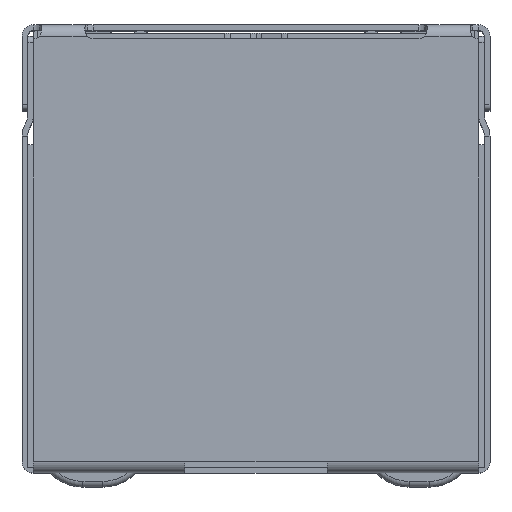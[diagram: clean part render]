
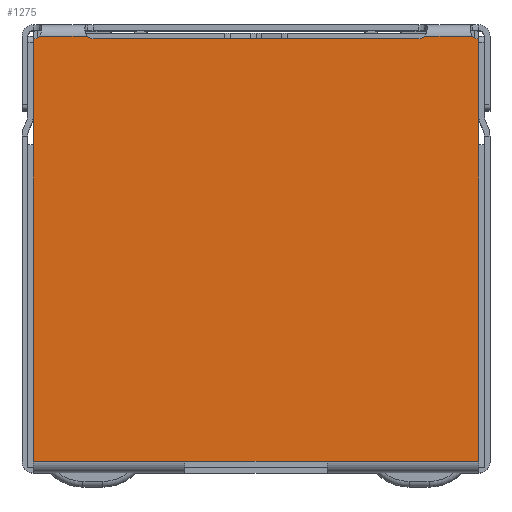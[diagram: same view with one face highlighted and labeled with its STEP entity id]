
A CAD part, top view. The second image highlights one B-rep face of the part: STEP entity #1275.
In plain terms, the highlighted face is planar.
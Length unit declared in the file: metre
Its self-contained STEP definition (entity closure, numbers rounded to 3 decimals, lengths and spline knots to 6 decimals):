
#1275=ADVANCED_FACE('231:177340',(#2506),#2507,.F.);
#2506=FACE_OUTER_BOUND('',#4624,.T.);
#2507=PLANE('',#4625);
#4624=EDGE_LOOP('',(#8418,#8419,#8420,#8421,#8422,#8423,#8424,#8425,#8426,#8427,#8428,#8429));
#4625=AXIS2_PLACEMENT_3D('',#8430,#8431,#8432);
#8418=ORIENTED_EDGE('',*,*,#12511,.T.);
#8419=ORIENTED_EDGE('',*,*,#12512,.F.);
#8420=ORIENTED_EDGE('',*,*,#12513,.T.);
#8421=ORIENTED_EDGE('',*,*,#12514,.T.);
#8422=ORIENTED_EDGE('',*,*,#12515,.T.);
#8423=ORIENTED_EDGE('',*,*,#12516,.T.);
#8424=ORIENTED_EDGE('',*,*,#12517,.F.);
#8425=ORIENTED_EDGE('',*,*,#12518,.F.);
#8426=ORIENTED_EDGE('',*,*,#12519,.F.);
#8427=ORIENTED_EDGE('',*,*,#12520,.T.);
#8428=ORIENTED_EDGE('',*,*,#12521,.F.);
#8429=ORIENTED_EDGE('',*,*,#12522,.F.);
#8430=CARTESIAN_POINT('',(0.00775,0.0078,-0.00665));
#8431=DIRECTION('',(0.,0.,1.0));
#8432=DIRECTION('',(0.0,-1.0,0.));
#12511=EDGE_CURVE('231:179919',#15615,#15616,#15617,.T.);
#12512=EDGE_CURVE('231:179466',#15618,#15616,#15619,.T.);
#12513=EDGE_CURVE('231:179463',#15618,#15620,#15621,.T.);
#12514=EDGE_CURVE('231:179457',#15620,#15622,#15623,.F.);
#12515=EDGE_CURVE('231:179448',#15622,#15624,#15625,.T.);
#12516=EDGE_CURVE('231:179442',#15624,#15626,#15627,.T.);
#12517=EDGE_CURVE('231:179439',#15628,#15626,#15629,.F.);
#12518=EDGE_CURVE('231:179427',#15630,#15628,#15631,.T.);
#12519=EDGE_CURVE('231:179421',#15632,#15630,#15633,.F.);
#12520=EDGE_CURVE('231:179415',#15632,#15634,#15635,.T.);
#12521=EDGE_CURVE('231:179916',#15636,#15634,#15637,.F.);
#12522=EDGE_CURVE('231:179922',#15615,#15636,#15638,.F.);
#15615=VERTEX_POINT('',#19756);
#15616=VERTEX_POINT('',#19757);
#15617=LINE('',#19758,#19759);
#15618=VERTEX_POINT('',#19760);
#15619=LINE('',#19761,#19762);
#15620=VERTEX_POINT('',#19763);
#15621=LINE('',#19764,#19765);
#15622=VERTEX_POINT('',#19766);
#15623=LINE('',#19767,#19768);
#15624=VERTEX_POINT('',#19769);
#15625=CIRCLE('',#19770,0.0003);
#15626=VERTEX_POINT('',#19771);
#15627=LINE('',#19772,#19773);
#15628=VERTEX_POINT('',#19774);
#15629=CIRCLE('',#19775,0.0003);
#15630=VERTEX_POINT('',#19776);
#15631=LINE('',#19777,#19778);
#15632=VERTEX_POINT('',#19779);
#15633=CIRCLE('',#19780,0.0003);
#15634=VERTEX_POINT('',#19781);
#15635=LINE('',#19782,#19783);
#15636=VERTEX_POINT('',#19784);
#15637=CIRCLE('',#19785,0.0003);
#15638=LINE('',#19786,#19787);
#19756=CARTESIAN_POINT('',(0.00755,0.0078,-0.00665));
#19757=CARTESIAN_POINT('',(0.00755,0.0025,-0.00665));
#19758=CARTESIAN_POINT('',(0.00755,0.0078,-0.00665));
#19759=VECTOR('',#22964,1.0);
#19760=CARTESIAN_POINT('',(0.00755,-0.0025,-0.00665));
#19761=CARTESIAN_POINT('',(0.00755,-0.0025,-0.00665));
#19762=VECTOR('',#22965,1.0);
#19763=CARTESIAN_POINT('',(0.00755,-0.0078,-0.00665));
#19764=CARTESIAN_POINT('',(0.00755,0.0078,-0.00665));
#19765=VECTOR('',#22966,1.0);
#19766=CARTESIAN_POINT('',(-0.007259,-0.0078,-0.00665));
#19767=CARTESIAN_POINT('',(0.00775,-0.0078,-0.00665));
#19768=VECTOR('',#22967,1.0);
#19769=CARTESIAN_POINT('',(-0.00735,-0.007585,-0.00665));
#19770=AXIS2_PLACEMENT_3D('',#22968,#22969,#22970);
#19771=CARTESIAN_POINT('',(-0.00735,-0.005915,-0.00665));
#19772=CARTESIAN_POINT('',(-0.00735,-0.0078,-0.00665));
#19773=VECTOR('',#22971,1.0);
#19774=CARTESIAN_POINT('',(-0.007259,-0.0057,-0.00665));
#19775=AXIS2_PLACEMENT_3D('',#22972,#22973,#22974);
#19776=CARTESIAN_POINT('',(-0.007259,0.0057,-0.00665));
#19777=CARTESIAN_POINT('',(-0.007259,0.0078,-0.00665));
#19778=VECTOR('',#22975,1.0);
#19779=CARTESIAN_POINT('',(-0.00735,0.005915,-0.00665));
#19780=AXIS2_PLACEMENT_3D('',#22976,#22977,#22978);
#19781=CARTESIAN_POINT('',(-0.00735,0.007585,-0.00665));
#19782=CARTESIAN_POINT('',(-0.00735,-0.0078,-0.00665));
#19783=VECTOR('',#22979,1.0);
#19784=CARTESIAN_POINT('',(-0.007259,0.0078,-0.00665));
#19785=AXIS2_PLACEMENT_3D('',#22980,#22981,#22982);
#19786=CARTESIAN_POINT('',(0.00775,0.0078,-0.00665));
#19787=VECTOR('',#22983,1.0);
#22964=DIRECTION('',(0.0,-1.0,0.0));
#22965=DIRECTION('',(0.0,1.0,0.));
#22966=DIRECTION('',(0.0,-1.0,0.0));
#22967=DIRECTION('',(1.0,0.0,0.));
#22968=CARTESIAN_POINT('',(-0.007559,-0.0078,-0.00665));
#22969=DIRECTION('',(0.,0.0,1.0));
#22970=DIRECTION('',(1.0,0.0,0.));
#22971=DIRECTION('',(0.0,1.0,0.0));
#22972=CARTESIAN_POINT('',(-0.007559,-0.0057,-0.00665));
#22973=DIRECTION('',(0.,0.0,1.0));
#22974=DIRECTION('',(1.0,0.0,0.));
#22975=DIRECTION('',(0.0,-1.0,0.0));
#22976=CARTESIAN_POINT('',(-0.007559,0.0057,-0.00665));
#22977=DIRECTION('',(0.,0.0,1.0));
#22978=DIRECTION('',(1.0,0.0,0.));
#22979=DIRECTION('',(0.0,1.0,0.0));
#22980=CARTESIAN_POINT('',(-0.007559,0.0078,-0.00665));
#22981=DIRECTION('',(0.,0.0,1.0));
#22982=DIRECTION('',(1.0,0.0,0.));
#22983=DIRECTION('',(1.0,0.0,0.));
